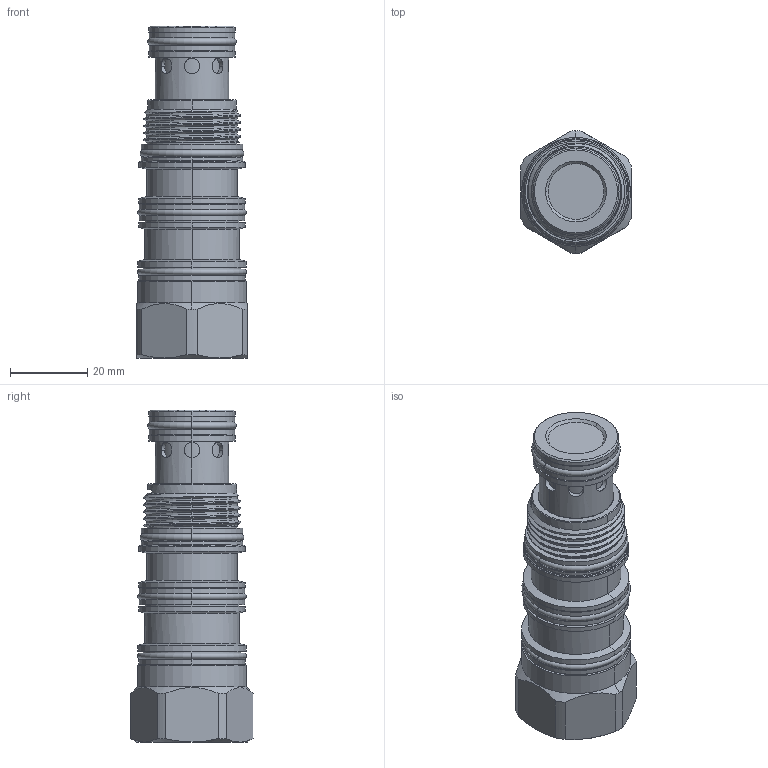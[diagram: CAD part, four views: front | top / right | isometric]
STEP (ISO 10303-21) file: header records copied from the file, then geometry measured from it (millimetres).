
FILE_DESCRIPTION (( 'STEP AP203' ), '1' );
FILE_NAME ('RV22A40-8.STEP', '2024-06-06T07:13:19', ( '' ), ( '' ), 'SwSTEP 2.0', 'SolidWorks 2018', '' );
FILE_SCHEMA (( 'CONFIG_CONTROL_DESIGN' ));
Length unit declared in the file: millimetre
Products named in the file (1): RV22A40-8
Bounding box: 28.57 x 31.6 x 85.75 mm (x, y, z)
Volume: 42633.3 mm3; surface area: 11226.7 mm2
Topology: 1 solids, 1 shells, 251 faces, 572 edges, 355 vertices
Faces by surface type: cylinder 137, cone 49, plane 42, torus 21, bspline 2
Entity records: 8819 total; most frequent: CARTESIAN_POINT 3181, DIRECTION 1200, ORIENTED_EDGE 1140, EDGE_CURVE 570, AXIS2_PLACEMENT_3D 512, VERTEX_POINT 355, EDGE_LOOP 287, CIRCLE 262
